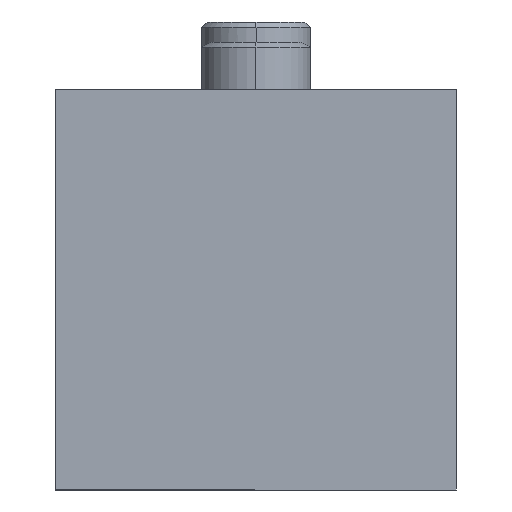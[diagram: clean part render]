
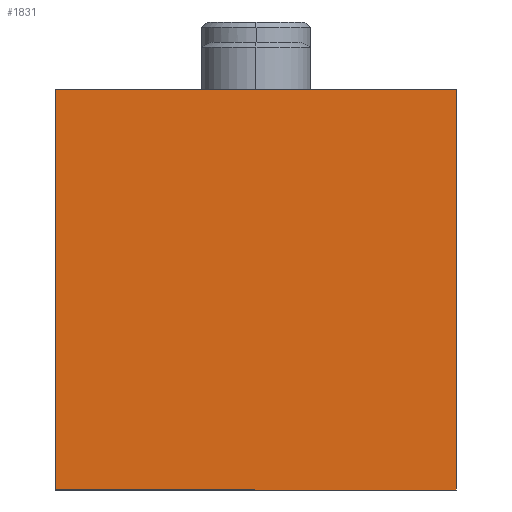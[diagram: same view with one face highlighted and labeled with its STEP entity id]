
A CAD part, left-side view. The second image highlights one B-rep face of the part: STEP entity #1831.
In plain terms, the highlighted planar face has unit normal (-1, 0, 0).
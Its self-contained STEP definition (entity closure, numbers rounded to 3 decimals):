
#78 = AXIS2_PLACEMENT_3D ( 'NONE', #1848, #179, #1694 ) ;
#103 = VECTOR ( 'NONE', #734, 1000. ) ;
#179 = DIRECTION ( 'NONE',  ( 1., 0., 0. ) ) ;
#279 = LINE ( 'NONE', #1249, #400 ) ;
#400 = VECTOR ( 'NONE', #1755, 1000. ) ;
#424 = FACE_OUTER_BOUND ( 'NONE', #1323, .T. ) ;
#528 = ORIENTED_EDGE ( 'NONE', *, *, #2197, .F. ) ;
#529 = VERTEX_POINT ( 'NONE', #859 ) ;
#532 = CARTESIAN_POINT ( 'NONE',  ( -27., -11., -11. ) ) ;
#551 = ORIENTED_EDGE ( 'NONE', *, *, #1538, .F. ) ;
#559 = VERTEX_POINT ( 'NONE', #532 ) ;
#647 = VERTEX_POINT ( 'NONE', #1781 ) ;
#734 = DIRECTION ( 'NONE',  ( 0., 0., 1. ) ) ;
#744 = CARTESIAN_POINT ( 'NONE',  ( -27., 11., -11. ) ) ;
#758 = VECTOR ( 'NONE', #2083, 1000. ) ;
#859 = CARTESIAN_POINT ( 'NONE',  ( -27., -11., 11. ) ) ;
#877 = VERTEX_POINT ( 'NONE', #1692 ) ;
#908 = CARTESIAN_POINT ( 'NONE',  ( -27., -11., 11. ) ) ;
#1040 = LINE ( 'NONE', #1062, #103 ) ;
#1062 = CARTESIAN_POINT ( 'NONE',  ( -27., 11., 11. ) ) ;
#1074 = LINE ( 'NONE', #744, #758 ) ;
#1099 = LINE ( 'NONE', #908, #1727 ) ;
#1249 = CARTESIAN_POINT ( 'NONE',  ( -27., 11., 11. ) ) ;
#1323 = EDGE_LOOP ( 'NONE', ( #2068, #1490, #528, #551 ) ) ;
#1333 = PLANE ( 'NONE',  #78 ) ;
#1490 = ORIENTED_EDGE ( 'NONE', *, *, #1619, .F. ) ;
#1538 = EDGE_CURVE ( 'NONE', #647, #877, #1040, .T. ) ;
#1619 = EDGE_CURVE ( 'NONE', #529, #559, #1099, .T. ) ;
#1691 = EDGE_CURVE ( 'NONE', #559, #647, #1074, .T. ) ;
#1692 = CARTESIAN_POINT ( 'NONE',  ( -27., 11., 11. ) ) ;
#1694 = DIRECTION ( 'NONE',  ( 0., 0., -1. ) ) ;
#1727 = VECTOR ( 'NONE', #1934, 1000. ) ;
#1755 = DIRECTION ( 'NONE',  ( 0., -1., 0. ) ) ;
#1781 = CARTESIAN_POINT ( 'NONE',  ( -27., 11., -11. ) ) ;
#1831 = ADVANCED_FACE ( 'NONE', ( #424 ), #1333, .F. ) ;
#1848 = CARTESIAN_POINT ( 'NONE',  ( -27., 0., 0. ) ) ;
#1934 = DIRECTION ( 'NONE',  ( 0., 0., -1. ) ) ;
#2068 = ORIENTED_EDGE ( 'NONE', *, *, #1691, .F. ) ;
#2083 = DIRECTION ( 'NONE',  ( 0., 1., 0. ) ) ;
#2197 = EDGE_CURVE ( 'NONE', #877, #529, #279, .T. ) ;
